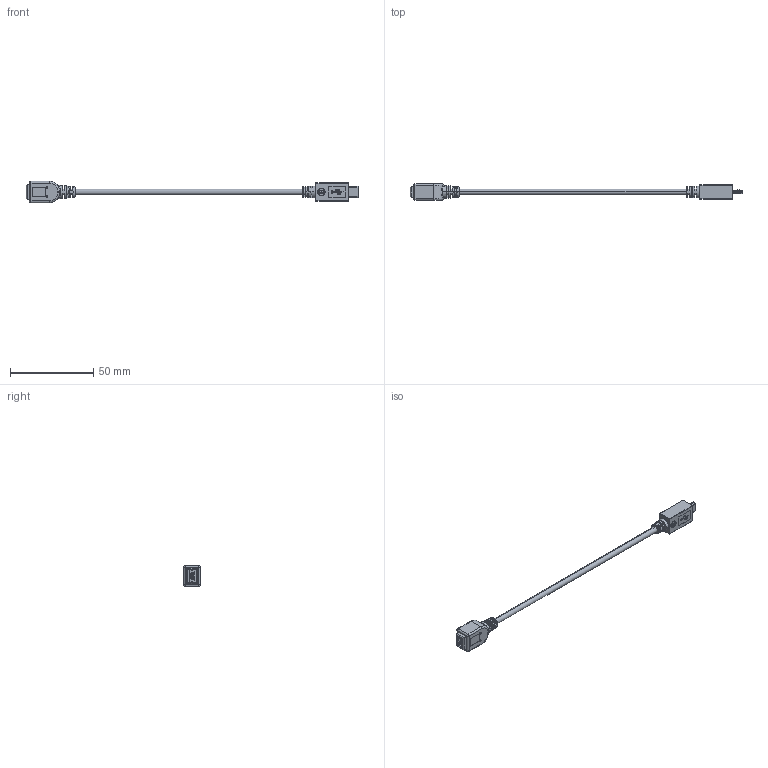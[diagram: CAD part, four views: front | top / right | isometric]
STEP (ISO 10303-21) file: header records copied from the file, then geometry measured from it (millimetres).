
FILE_DESCRIPTION (( 'STEP AP203' ), '1' );
FILE_NAME ('10-00774_revA2.STEP', '2018-11-02T22:19:44', ( '' ), ( '' ), 'SwSTEP 2.0', 'SolidWorks 2015', '' );
FILE_SCHEMA (( 'CONFIG_CONTROL_DESIGN' ));
Length unit declared in the file: millimetre
Products named in the file (11): 50-00429; 50-00430 outside insulator; 30-00099_blunt cut; 24-00059; 50-00430; 10-00774_revA2; 50-00430 insulator; 24-00024; 50-00429 shell; 50-00430 shell; 50-00429 insulator
Assembly tree (10 placements, depth 3):
  10-00774_revA2
    30-00099_blunt cut
    24-00059
    24-00024
    50-00430
      50-00430 shell
      50-00430 insulator
      50-00430 outside insulator
    50-00429
      50-00429 insulator
      50-00429 shell
Bounding box: 199.4 x 10 x 12.8 mm (x, y, z)
Volume: 5988.9 mm3; surface area: 16993.2 mm2
Topology: 62 solids, 62 shells, 1295 faces, 3225 edges, 2056 vertices
Faces by surface type: plane 554, cylinder 405, bspline 218, torus 68, cone 28, sphere 22
Entity records: 45382 total; most frequent: CARTESIAN_POINT 14407, ORIENTED_EDGE 6406, DIRECTION 5755, EDGE_CURVE 3203, AXIS2_PLACEMENT_3D 2058, VERTEX_POINT 2056, VECTOR 1639, LINE 1639
